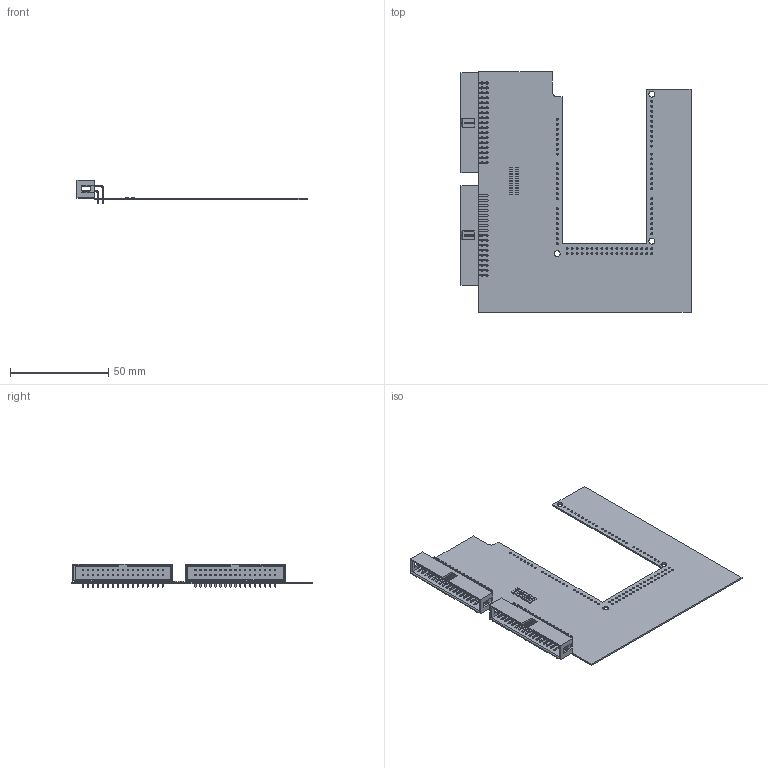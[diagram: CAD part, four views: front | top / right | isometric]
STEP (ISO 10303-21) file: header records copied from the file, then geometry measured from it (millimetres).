
FILE_DESCRIPTION(('Open CASCADE Model'),'2;1');
FILE_NAME('Open CASCADE Shape Model','2020-11-23T16:15:16',('Author'),( 'Open CASCADE'),'Open CASCADE STEP processor 6.8','Open CASCADE 6.8' ,'Unknown');
FILE_SCHEMA(('AUTOMOTIVE_DESIGN { 1 0 10303 214 1 1 1 1 }'));
Length unit declared in the file: millimetre
Products named in the file (28): PCB; Board; J6; 61203421721; 6120xx21721_PIN; 6120xx21721_PIN_LONGUE; 61203421621; J1; R16; 6045335360; Extruded; 6045335168; R15; R14; R13; R12; R11; R10; R9; R8; R7; R6; R5; R4; R3; R2; R1
Assembly tree (106 placements, depth 4):
  PCB
    Board
    J6
      61203421721
        6120xx21721_PIN  x17
        6120xx21721_PIN_LONGUE  x17
        61203421621
    J1
      61203421721
        6120xx21721_PIN  x17
        6120xx21721_PIN_LONGUE  x17
        61203421621
    R16
      6045335360  x2
        Extruded
      6045335168
        Extruded
    R15
      6045335360  x2
        Extruded
      6045335168
        Extruded
    R14
      6045335360  x2
        Extruded
      6045335168
        Extruded
    R13
      6045335360  x2
        Extruded
      6045335168
        Extruded
    R12
      6045335360  x2
        Extruded
      6045335168
        Extruded
    R11
      6045335360  x2
        Extruded
      6045335168
        Extruded
    R10
      6045335360  x2
        Extruded
      6045335168
        Extruded
    R9
      6045335360  x2
        Extruded
      6045335168
        Extruded
    R8
      6045335360  x2
        Extruded
      6045335168
        Extruded
    R7
      6045335360  x2
        Extruded
Bounding box: 117.28 x 122.83 x 12.11 mm (x, y, z)
Volume: 10986.9 mm3; surface area: 27945.8 mm2
Topology: 119 solids, 119 shells, 2316 faces, 5402 edges, 3328 vertices
Faces by surface type: plane 2004, cylinder 312
Full cylindrical faces by diameter (mm): 0.85 x12, 1.016 x86, 1.1 x68, 3 x3
Entity records: 20692 total; most frequent: DIRECTION 3035, CARTESIAN_POINT 2945, ORIENTED_EDGE 2818, EDGE_CURVE 1409, LINE 1055, VECTOR 1055, AXIS2_PLACEMENT_3D 990, FACE_BOUND 923
